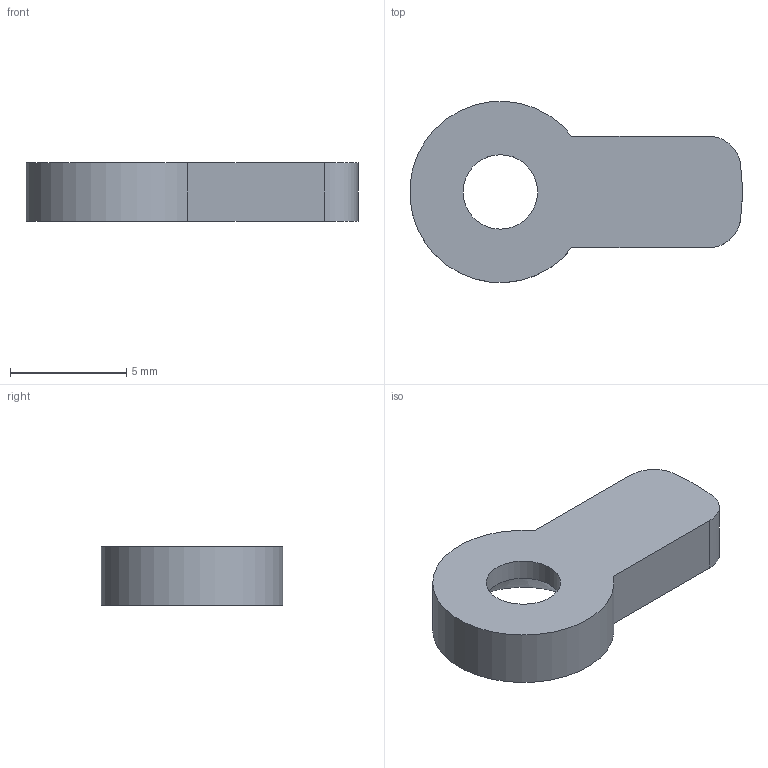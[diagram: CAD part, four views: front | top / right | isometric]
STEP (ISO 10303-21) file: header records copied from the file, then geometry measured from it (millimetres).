
FILE_DESCRIPTION(/* description */ (''),/* implementation_level */ '2;1');
FILE_NAME(/* name */ 't=2.5 Battery_Trigger_v2.1.1 v2.step',/* time_stamp */ '2020-05-11T13:22:43+03:00',/* author */ (''),/* organization */ (''),/* preprocessor_version */ 'ST-DEVELOPER v18.1',/* originating_system */ 'Autodesk Translation Framework v9.2.0.1227',/* authorisation */ '');
FILE_SCHEMA (('AUTOMOTIVE_DESIGN { 1 0 10303 214 3 1 1 }'));
Length unit declared in the file: millimetre
Products named in the file (1): t=2.5 Battery_Trigger_v2.1.1
Bounding box: 14.28 x 7.79 x 2.5 mm (x, y, z)
Volume: 160.8 mm3; surface area: 255.1 mm2
Topology: 1 solids, 1 shells, 10 faces, 25 edges, 17 vertices
Faces by surface type: cylinder 5, plane 4, cone 1
Full cylindrical faces by diameter (mm): 3.2 x1
Entity records: 354 total; most frequent: DIRECTION 60, CARTESIAN_POINT 53, ORIENTED_EDGE 50, EDGE_CURVE 25, AXIS2_PLACEMENT_3D 24, VERTEX_POINT 17, CIRCLE 13, EDGE_LOOP 12
